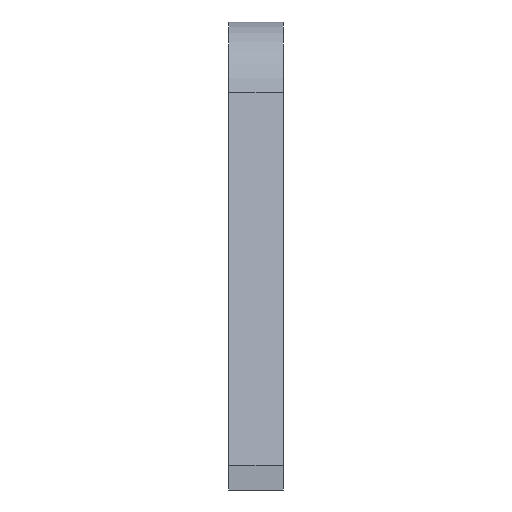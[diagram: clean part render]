
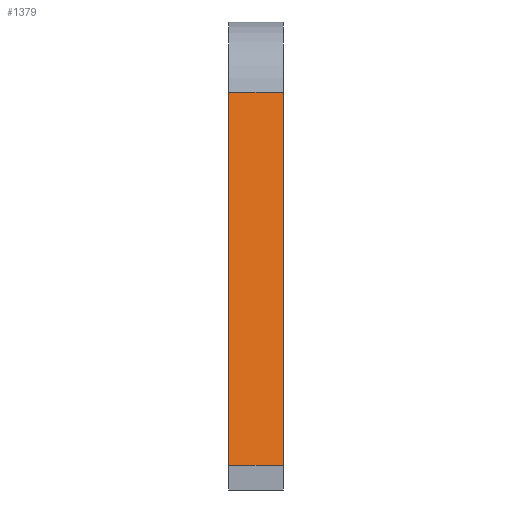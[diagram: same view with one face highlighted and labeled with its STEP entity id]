
A CAD part, front view. The second image highlights one B-rep face of the part: STEP entity #1379.
In plain terms, the highlighted planar face has unit normal (0, -0.985, 0.174).
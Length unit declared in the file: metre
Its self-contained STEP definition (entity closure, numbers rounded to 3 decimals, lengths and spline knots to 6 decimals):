
#282=ORIENTED_EDGE('',*,*,#554,.F.);
#283=ORIENTED_EDGE('',*,*,#667,.T.);
#284=ORIENTED_EDGE('',*,*,#616,.F.);
#285=ORIENTED_EDGE('',*,*,#661,.F.);
#554=EDGE_CURVE('',#758,#752,#882,.T.);
#616=EDGE_CURVE('',#820,#821,#912,.T.);
#661=EDGE_CURVE('',#752,#820,#937,.T.);
#667=EDGE_CURVE('',#758,#821,#941,.T.);
#752=VERTEX_POINT('',#2062);
#758=VERTEX_POINT('',#2074);
#820=VERTEX_POINT('',#2199);
#821=VERTEX_POINT('',#2201);
#882=LINE('',#2075,#1018);
#912=LINE('',#2200,#1048);
#937=LINE('',#2289,#1073);
#941=LINE('',#2302,#1077);
#1018=VECTOR('',#1642,1.);
#1048=VECTOR('',#1738,1.);
#1073=VECTOR('',#1809,1.);
#1077=VECTOR('',#1827,1.);
#1171=EDGE_LOOP('',(#282,#283,#284,#285));
#1269=FACE_BOUND('',#1171,.T.);
#1340=PLANE('',#1531);
#1379=ADVANCED_FACE('',(#1269),#1340,.T.);
#1531=AXIS2_PLACEMENT_3D('',#2303,#1828,#1829);
#1642=DIRECTION('',(0.,0.174,0.985));
#1738=DIRECTION('',(0.,-0.174,-0.985));
#1809=DIRECTION('',(1.,0.,0.));
#1827=DIRECTION('',(1.,0.,0.));
#1828=DIRECTION('',(0.,-0.985,0.174));
#1829=DIRECTION('',(0.,-0.174,-0.985));
#2062=CARTESIAN_POINT('',(0.04909,-0.17832,0.14202));
#2074=CARTESIAN_POINT('',(0.04909,-0.19866,0.02667));
#2075=CARTESIAN_POINT('',(0.04909,-0.18849,0.084345));
#2199=CARTESIAN_POINT('',(0.06585,-0.17832,0.14202));
#2200=CARTESIAN_POINT('',(0.06585,-0.18849,0.084345));
#2201=CARTESIAN_POINT('',(0.06585,-0.19866,0.02667));
#2289=CARTESIAN_POINT('',(0.049088,-0.17832,0.14202));
#2302=CARTESIAN_POINT('',(0.049088,-0.19866,0.02667));
#2303=CARTESIAN_POINT('',(0.049088,-0.18849,0.084345));
